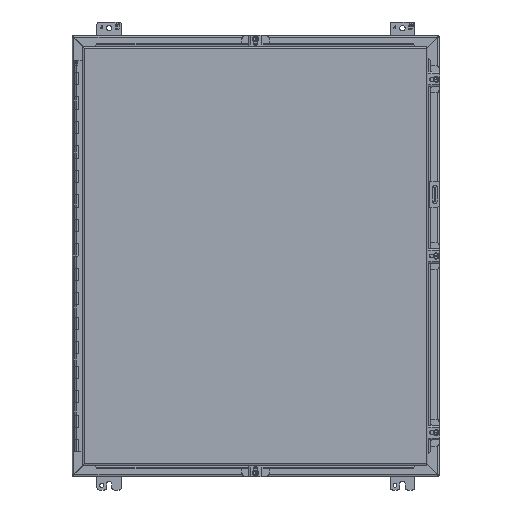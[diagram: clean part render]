
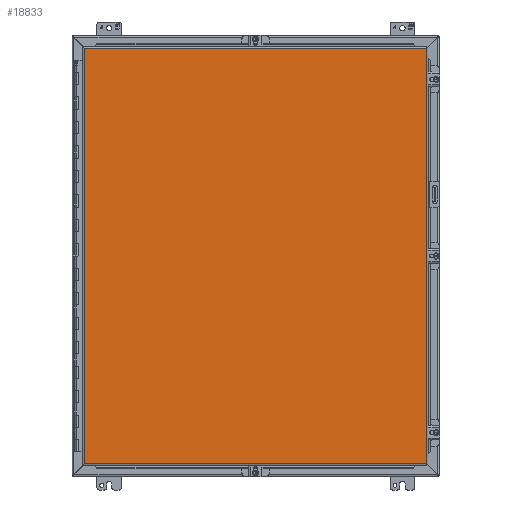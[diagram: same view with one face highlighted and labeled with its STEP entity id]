
A CAD part, front view. The second image highlights one B-rep face of the part: STEP entity #18833.
In plain terms, the highlighted planar face has unit normal (0, -1, 0).
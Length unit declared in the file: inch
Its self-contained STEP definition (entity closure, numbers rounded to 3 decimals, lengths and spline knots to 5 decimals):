
#2223 = CARTESIAN_POINT ( 'NONE',  ( 13.955, -11.21, -16.9945 ) ) ;
#6482 = VERTEX_POINT ( 'NONE', #2223 ) ;
#7325 = DIRECTION ( 'NONE',  ( 1., 0., 0. ) ) ;
#9614 = ORIENTED_EDGE ( 'NONE', *, *, #23960, .F. ) ;
#11228 = DIRECTION ( 'NONE',  ( -1., 0., 0. ) ) ;
#11941 = FACE_OUTER_BOUND ( 'NONE', #51627, .T. ) ;
#12741 = VECTOR ( 'NONE', #53800, 39.37008 ) ;
#14409 = CARTESIAN_POINT ( 'NONE',  ( 13.955, -11.21, 16.9945 ) ) ;
#16004 = VERTEX_POINT ( 'NONE', #26241 ) ;
#16618 = PLANE ( 'NONE',  #41509 ) ;
#18833 = ADVANCED_FACE ( 'NONE', ( #11941 ), #16618, .T. ) ;
#21390 = VECTOR ( 'NONE', #7325, 39.37008 ) ;
#22168 = ORIENTED_EDGE ( 'NONE', *, *, #26532, .F. ) ;
#23960 = EDGE_CURVE ( 'NONE', #16004, #54006, #50038, .T. ) ;
#26241 = CARTESIAN_POINT ( 'NONE',  ( -14.017, -11.21, -16.9945 ) ) ;
#26359 = CARTESIAN_POINT ( 'NONE',  ( -14.017, -11.21, 16.9945 ) ) ;
#26532 = EDGE_CURVE ( 'NONE', #31664, #6482, #42625, .T. ) ;
#28605 = ORIENTED_EDGE ( 'NONE', *, *, #39178, .F. ) ;
#31664 = VERTEX_POINT ( 'NONE', #53503 ) ;
#34249 = DIRECTION ( 'NONE',  ( 0., 0., -1. ) ) ;
#34800 = VECTOR ( 'NONE', #34249, 39.37008 ) ;
#34831 = CARTESIAN_POINT ( 'NONE',  ( 13.955, -11.21, -16.9945 ) ) ;
#35532 = CARTESIAN_POINT ( 'NONE',  ( -14.017, -11.21, -16.9945 ) ) ;
#35898 = ORIENTED_EDGE ( 'NONE', *, *, #39369, .F. ) ;
#39178 = EDGE_CURVE ( 'NONE', #6482, #16004, #58426, .T. ) ;
#39369 = EDGE_CURVE ( 'NONE', #54006, #31664, #54498, .T. ) ;
#41509 = AXIS2_PLACEMENT_3D ( 'NONE', #35532, #54462, #49823 ) ;
#42625 = LINE ( 'NONE', #14409, #34800 ) ;
#44460 = CARTESIAN_POINT ( 'NONE',  ( -14.017, -11.21, -16.9945 ) ) ;
#49823 = DIRECTION ( 'NONE',  ( 0., 0., -1. ) ) ;
#50038 = LINE ( 'NONE', #44460, #12741 ) ;
#50458 = CARTESIAN_POINT ( 'NONE',  ( -14.017, -11.21, 16.9945 ) ) ;
#51627 = EDGE_LOOP ( 'NONE', ( #22168, #35898, #9614, #28605 ) ) ;
#53503 = CARTESIAN_POINT ( 'NONE',  ( 13.955, -11.21, 16.9945 ) ) ;
#53800 = DIRECTION ( 'NONE',  ( 0., 0., 1. ) ) ;
#54006 = VERTEX_POINT ( 'NONE', #26359 ) ;
#54462 = DIRECTION ( 'NONE',  ( 0., -1., 0. ) ) ;
#54498 = LINE ( 'NONE', #50458, #21390 ) ;
#58426 = LINE ( 'NONE', #34831, #59001 ) ;
#59001 = VECTOR ( 'NONE', #11228, 39.37008 ) ;
